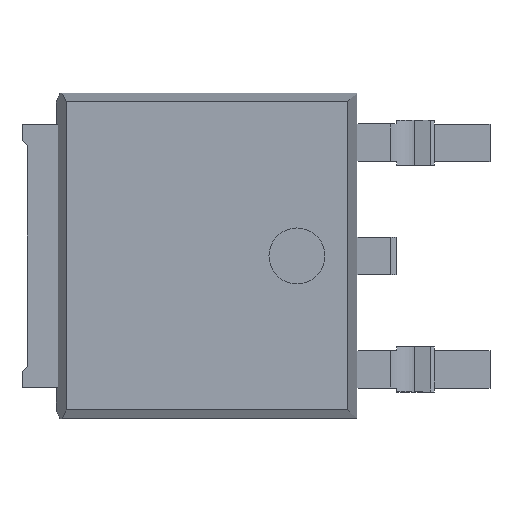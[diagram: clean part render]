
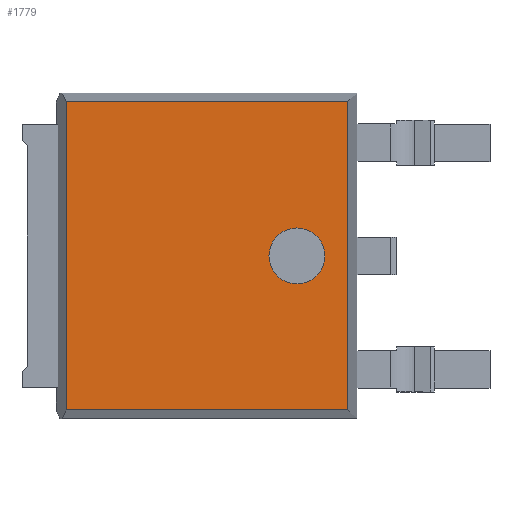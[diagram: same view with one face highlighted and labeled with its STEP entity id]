
A CAD part, top view. The second image highlights one B-rep face of the part: STEP entity #1779.
In plain terms, the highlighted planar face has unit normal (0, 0, 1).
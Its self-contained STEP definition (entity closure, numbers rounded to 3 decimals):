
#42 = CARTESIAN_POINT ( 'NONE',  ( -4.679, 3.3, 2.3 ) ) ;
#139 = ORIENTED_EDGE ( 'NONE', *, *, #6038, .F. ) ;
#146 = VECTOR ( 'NONE', #3183, 1000. ) ;
#540 = CARTESIAN_POINT ( 'NONE',  ( 1.026, 3.128, 2.3 ) ) ;
#665 = VECTOR ( 'NONE', #908, 1000. ) ;
#710 = AXIS2_PLACEMENT_3D ( 'NONE', #2256, #4290, #2176 ) ;
#721 = VERTEX_POINT ( 'NONE', #540 ) ;
#756 = CARTESIAN_POINT ( 'NONE',  ( 1.026, -3.128, 2.3 ) ) ;
#905 = EDGE_CURVE ( 'NONE', #721, #5358, #4247, .T. ) ;
#908 = DIRECTION ( 'NONE',  ( 0., -1., 0. ) ) ;
#958 = DIRECTION ( 'NONE',  ( 1., 0., 0. ) ) ;
#1009 = CIRCLE ( 'NONE', #710, 0.567 ) ;
#1011 = EDGE_LOOP ( 'NONE', ( #1511, #1970, #1283, #4090 ) ) ;
#1104 = CARTESIAN_POINT ( 'NONE',  ( -5.58, 3.128, 2.3 ) ) ;
#1157 = CARTESIAN_POINT ( 'NONE',  ( 0., 0., 2.3 ) ) ;
#1256 = VERTEX_POINT ( 'NONE', #2450 ) ;
#1279 = EDGE_CURVE ( 'NONE', #1256, #5358, #4146, .T. ) ;
#1283 = ORIENTED_EDGE ( 'NONE', *, *, #3260, .F. ) ;
#1323 = LINE ( 'NONE', #42, #2930 ) ;
#1482 = LINE ( 'NONE', #1104, #146 ) ;
#1511 = ORIENTED_EDGE ( 'NONE', *, *, #1279, .T. ) ;
#1599 = CARTESIAN_POINT ( 'NONE',  ( -4.679, 3.128, 2.3 ) ) ;
#1677 = DIRECTION ( 'NONE',  ( 0., 0., 1. ) ) ;
#1779 = ADVANCED_FACE ( 'NONE', ( #4315, #3055 ), #6366, .T. ) ;
#1886 = CARTESIAN_POINT ( 'NONE',  ( -0.567, 0., 2.3 ) ) ;
#1970 = ORIENTED_EDGE ( 'NONE', *, *, #905, .F. ) ;
#2176 = DIRECTION ( 'NONE',  ( 1., 0., 0. ) ) ;
#2255 = CARTESIAN_POINT ( 'NONE',  ( 0.567, 0., 2.3 ) ) ;
#2256 = CARTESIAN_POINT ( 'NONE',  ( 0., 0., 2.3 ) ) ;
#2450 = CARTESIAN_POINT ( 'NONE',  ( -4.679, -3.128, 2.3 ) ) ;
#2633 = CIRCLE ( 'NONE', #5494, 0.567 ) ;
#2930 = VECTOR ( 'NONE', #5815, 1000. ) ;
#2944 = ORIENTED_EDGE ( 'NONE', *, *, #5627, .F. ) ;
#2959 = DIRECTION ( 'NONE',  ( 1., 0., 0. ) ) ;
#3055 = FACE_BOUND ( 'NONE', #3884, .T. ) ;
#3180 = DIRECTION ( 'NONE',  ( 1., 0., 0. ) ) ;
#3183 = DIRECTION ( 'NONE',  ( 1., 0., 0. ) ) ;
#3200 = EDGE_CURVE ( 'NONE', #4772, #1256, #1323, .T. ) ;
#3260 = EDGE_CURVE ( 'NONE', #4772, #721, #1482, .T. ) ;
#3555 = CARTESIAN_POINT ( 'NONE',  ( 0., 0., 2.3 ) ) ;
#3649 = AXIS2_PLACEMENT_3D ( 'NONE', #1157, #1677, #3180 ) ;
#3884 = EDGE_LOOP ( 'NONE', ( #139, #2944 ) ) ;
#4050 = DIRECTION ( 'NONE',  ( 0., 0., 1. ) ) ;
#4090 = ORIENTED_EDGE ( 'NONE', *, *, #3200, .T. ) ;
#4146 = LINE ( 'NONE', #5099, #4829 ) ;
#4247 = LINE ( 'NONE', #5642, #665 ) ;
#4290 = DIRECTION ( 'NONE',  ( 0., 0., 1. ) ) ;
#4315 = FACE_OUTER_BOUND ( 'NONE', #1011, .T. ) ;
#4772 = VERTEX_POINT ( 'NONE', #1599 ) ;
#4829 = VECTOR ( 'NONE', #2959, 1000. ) ;
#5054 = VERTEX_POINT ( 'NONE', #2255 ) ;
#5099 = CARTESIAN_POINT ( 'NONE',  ( -5.58, -3.128, 2.3 ) ) ;
#5358 = VERTEX_POINT ( 'NONE', #756 ) ;
#5494 = AXIS2_PLACEMENT_3D ( 'NONE', #3555, #4050, #958 ) ;
#5627 = EDGE_CURVE ( 'NONE', #5791, #5054, #2633, .T. ) ;
#5642 = CARTESIAN_POINT ( 'NONE',  ( 1.026, 3.3, 2.3 ) ) ;
#5791 = VERTEX_POINT ( 'NONE', #1886 ) ;
#5815 = DIRECTION ( 'NONE',  ( 0., -1., 0. ) ) ;
#6038 = EDGE_CURVE ( 'NONE', #5054, #5791, #1009, .T. ) ;
#6366 = PLANE ( 'NONE',  #3649 ) ;
